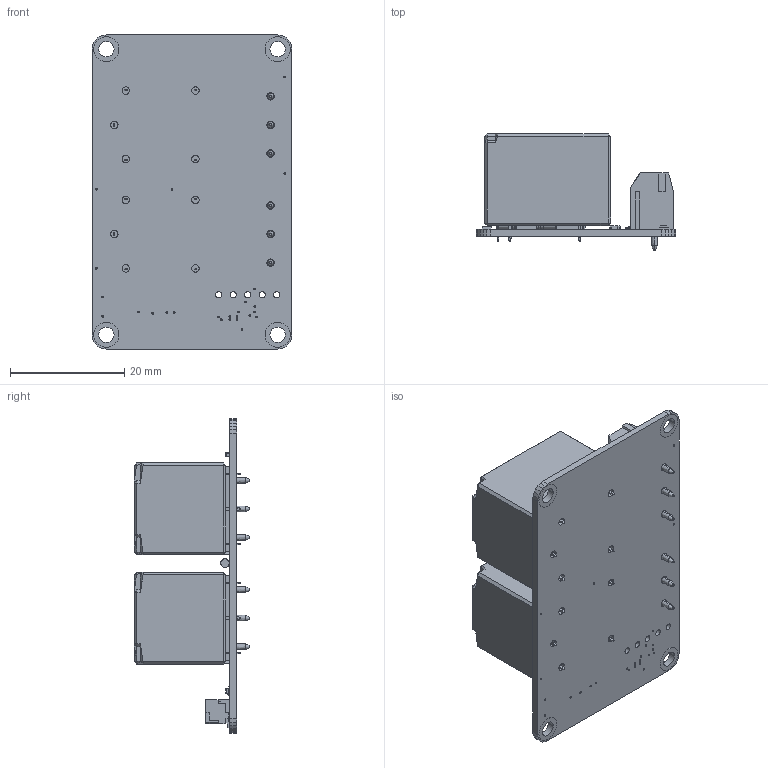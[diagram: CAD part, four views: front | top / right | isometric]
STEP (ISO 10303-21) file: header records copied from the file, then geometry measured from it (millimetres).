
FILE_DESCRIPTION (( 'STEP AP214' ), '1' );
FILE_NAME ('NSE-1150-2.step', '2020-11-24T23:20:15', ( '' ), ( '' ), 'SwSTEP 2.0', 'SolidWorks 2016', '' );
FILE_SCHEMA (( 'AUTOMOTIVE_DESIGN' ));
Length unit declared in the file: millimetre
Products named in the file (11): NSE-1150-2; res_0603; sot666; LED_0603; Assem2^NSE-1150-2; js-m; sod-80; CON-1012-8; Board_NSE-1150-2; OSTTC030162; rescax-8_1x2x0.5
Assembly tree (16 placements, depth 3):
  NSE-1150-2
    Assem2^NSE-1150-2
      Board_NSE-1150-2
      sod-80  x2
      LED_0603  x2
      OSTTC030162  x2
      CON-1012-8
      sot666  x2
      res_0603  x2
      rescax-8_1x2x0.5
      js-m  x2
Bounding box: 35 x 20.3 x 55 mm (x, y, z)
Volume: 13722.7 mm3; surface area: 12351.8 mm2
Topology: 43 solids, 65 shells, 2285 faces, 6182 edges, 4018 vertices
Faces by surface type: plane 1543, bspline 540, cylinder 154, torus 32, cone 16
Entity records: 91680 total; most frequent: CARTESIAN_POINT 44697, ORIENTED_EDGE 7846, DIRECTION 5571, EDGE_CURVE 3933, LINE 2615, VECTOR 2615, VERTEX_POINT 2561, EDGE_LOOP 1604
